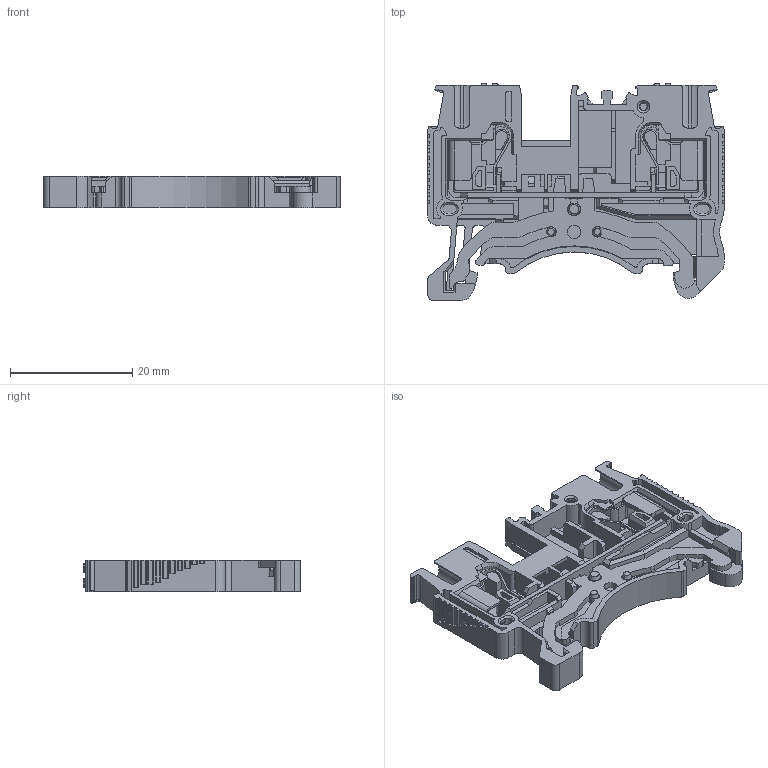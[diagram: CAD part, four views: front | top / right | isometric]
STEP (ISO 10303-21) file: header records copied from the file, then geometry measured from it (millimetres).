
FILE_DESCRIPTION((''),'2;1');
FILE_NAME('ASM0006_ASM','2019-08-06T',('Administrator'),(''),'PRO/ENGINEER BY PARAMETRIC TECHNOLOGY CORPORATION, 2012360','PRO/ENGINEER BY PARAMETRIC TECHNOLOGY CORPORATION, 2012360','');
FILE_SCHEMA(('CONFIG_CONTROL_DESIGN'));
Length unit declared in the file: millimetre
Products named in the file (6): PRT0005; PRT0001; PRT0002; DS2_5-PE-20190612; PRT0004; ASM0006_ASM
Assembly tree (7 placements, depth 2):
  ASM0006_ASM
    PRT0005
    PRT0001
    PRT0002  x2
    DS2_5-PE-20190612
    PRT0004  x2
Bounding box: 48.6 x 35.55 x 5.15 mm (x, y, z)
Volume: 3326.7 mm3; surface area: 8110.8 mm2
Topology: 7 solids, 7 shells, 1289 faces, 3849 edges, 2559 vertices
Faces by surface type: plane 868, cylinder 375, cone 30, sphere 16
Entity records: 51415 total; most frequent: CARTESIAN_POINT 7677, ORIENTED_EDGE 7166, DIRECTION 6723, EDGE_CURVE 3583, PRESENTATION_STYLE_ASSIGNMENT 3523, STYLED_ITEM 3523, CURVE_STYLE 3519, VECTOR 2657
